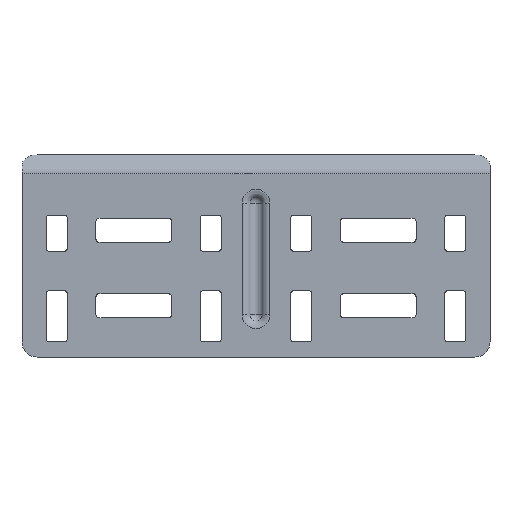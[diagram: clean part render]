
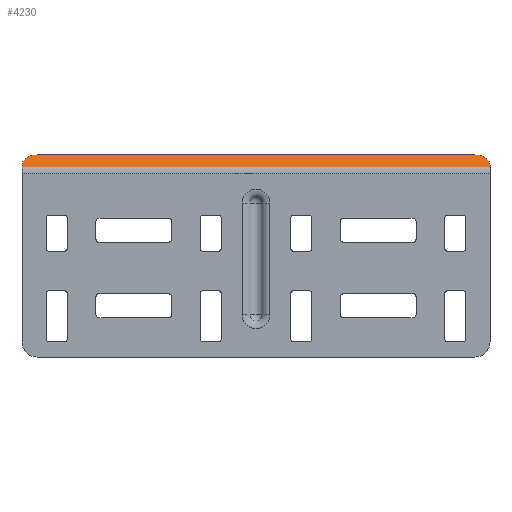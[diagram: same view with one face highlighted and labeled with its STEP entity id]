
A CAD part, top view. The second image highlights one B-rep face of the part: STEP entity #4230.
In plain terms, the highlighted planar face has unit normal (0, 0.707, 0.707).
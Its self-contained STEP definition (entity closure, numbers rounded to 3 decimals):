
#19 = VERTEX_POINT ( 'NONE', #2842 ) ;
#209 = CARTESIAN_POINT ( 'NONE',  ( -72.5, 66.95, -4.95 ) ) ;
#254 = DIRECTION ( 'NONE',  ( 0., 0.707, 0.707 ) ) ;
#454 = LINE ( 'NONE', #3454, #1456 ) ;
#545 = CARTESIAN_POINT ( 'NONE',  ( 72.5, 63.414, -1.414 ) ) ;
#798 = DIRECTION ( 'NONE',  ( 0., 0.707, -0.707 ) ) ;
#822 = ORIENTED_EDGE ( 'NONE', *, *, #3514, .F. ) ;
#1076 = ORIENTED_EDGE ( 'NONE', *, *, #1214, .T. ) ;
#1140 = CARTESIAN_POINT ( 'NONE',  ( -72.5, 63.414, -1.414 ) ) ;
#1179 = FACE_OUTER_BOUND ( 'NONE', #2599, .T. ) ;
#1184 = CARTESIAN_POINT ( 'NONE',  ( -77.5, 63.414, -1.414 ) ) ;
#1213 = EDGE_CURVE ( 'NONE', #1498, #3879, #2217, .T. ) ;
#1214 = EDGE_CURVE ( 'NONE', #3615, #19, #454, .T. ) ;
#1244 = AXIS2_PLACEMENT_3D ( 'NONE', #1140, #2466, #2782 ) ;
#1389 = VERTEX_POINT ( 'NONE', #2475 ) ;
#1416 = EDGE_CURVE ( 'NONE', #19, #1389, #3651, .T. ) ;
#1456 = VECTOR ( 'NONE', #798, 1000. ) ;
#1498 = VERTEX_POINT ( 'NONE', #209 ) ;
#1515 = CARTESIAN_POINT ( 'NONE',  ( -77.5, 62.879, -0.879 ) ) ;
#1520 = CARTESIAN_POINT ( 'NONE',  ( 77.5, 66.95, -4.95 ) ) ;
#1553 = DIRECTION ( 'NONE',  ( 0., -0.707, 0.707 ) ) ;
#1609 = DIRECTION ( 'NONE',  ( -1., 0., 0. ) ) ;
#1630 = CARTESIAN_POINT ( 'NONE',  ( 77.5, 62.879, -0.879 ) ) ;
#1651 = LINE ( 'NONE', #2974, #4007 ) ;
#1699 = CARTESIAN_POINT ( 'NONE',  ( -77.5, 62., 0. ) ) ;
#1722 = AXIS2_PLACEMENT_3D ( 'NONE', #1851, #3169, #2251 ) ;
#1734 = VERTEX_POINT ( 'NONE', #1515 ) ;
#1851 = CARTESIAN_POINT ( 'NONE',  ( 77.5, 62., 0. ) ) ;
#1998 = ORIENTED_EDGE ( 'NONE', *, *, #1213, .T. ) ;
#2217 = CIRCLE ( 'NONE', #1244, 5. ) ;
#2251 = DIRECTION ( 'NONE',  ( 0., -0.707, 0.707 ) ) ;
#2466 = DIRECTION ( 'NONE',  ( 0., 0.707, 0.707 ) ) ;
#2475 = CARTESIAN_POINT ( 'NONE',  ( 72.5, 66.95, -4.95 ) ) ;
#2500 = PLANE ( 'NONE',  #1722 ) ;
#2579 = ORIENTED_EDGE ( 'NONE', *, *, #1416, .T. ) ;
#2599 = EDGE_LOOP ( 'NONE', ( #4073, #1998, #3508, #822, #1076, #2579 ) ) ;
#2616 = VECTOR ( 'NONE', #4178, 1000. ) ;
#2782 = DIRECTION ( 'NONE',  ( 0., -0.707, 0.707 ) ) ;
#2807 = EDGE_CURVE ( 'NONE', #1734, #3879, #3317, .T. ) ;
#2842 = CARTESIAN_POINT ( 'NONE',  ( 77.5, 63.414, -1.414 ) ) ;
#2974 = CARTESIAN_POINT ( 'NONE',  ( 77.5, 62.879, -0.879 ) ) ;
#3064 = DIRECTION ( 'NONE',  ( 0., 0.707, -0.707 ) ) ;
#3169 = DIRECTION ( 'NONE',  ( 0., 0.707, 0.707 ) ) ;
#3317 = LINE ( 'NONE', #1699, #3644 ) ;
#3402 = EDGE_CURVE ( 'NONE', #1389, #1498, #3503, .T. ) ;
#3443 = AXIS2_PLACEMENT_3D ( 'NONE', #545, #254, #1553 ) ;
#3454 = CARTESIAN_POINT ( 'NONE',  ( 77.5, 62., 0. ) ) ;
#3503 = LINE ( 'NONE', #1520, #2616 ) ;
#3508 = ORIENTED_EDGE ( 'NONE', *, *, #2807, .F. ) ;
#3514 = EDGE_CURVE ( 'NONE', #3615, #1734, #1651, .T. ) ;
#3615 = VERTEX_POINT ( 'NONE', #1630 ) ;
#3644 = VECTOR ( 'NONE', #3064, 1000. ) ;
#3651 = CIRCLE ( 'NONE', #3443, 5. ) ;
#3879 = VERTEX_POINT ( 'NONE', #1184 ) ;
#4007 = VECTOR ( 'NONE', #1609, 1000. ) ;
#4073 = ORIENTED_EDGE ( 'NONE', *, *, #3402, .T. ) ;
#4178 = DIRECTION ( 'NONE',  ( -1., 0., 0. ) ) ;
#4230 = ADVANCED_FACE ( 'NONE', ( #1179 ), #2500, .T. ) ;
